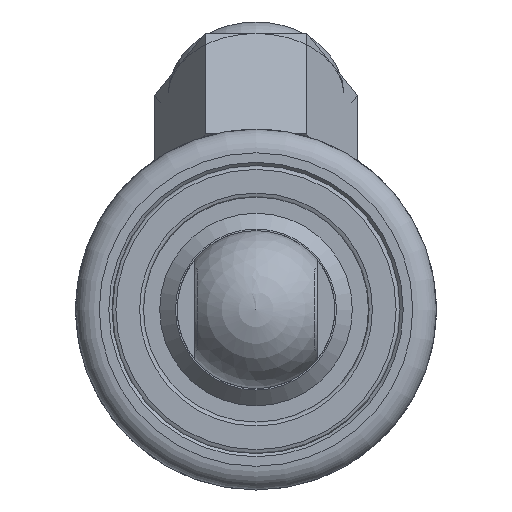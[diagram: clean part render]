
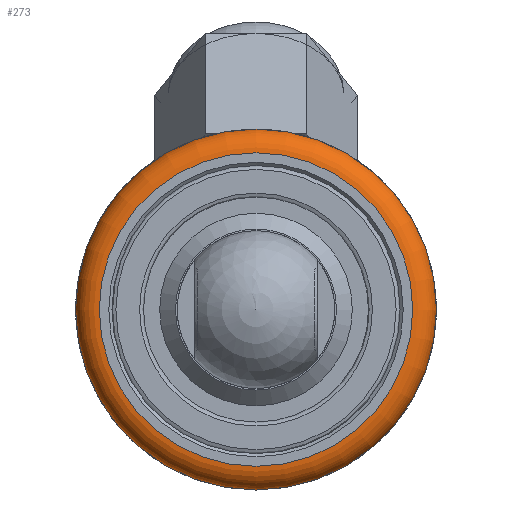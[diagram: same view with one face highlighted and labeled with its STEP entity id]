
A CAD part, left-side view. The second image highlights one B-rep face of the part: STEP entity #273.
In plain terms, the highlighted toroidal (fillet/blend) face has major radius 9.93 mm and minor radius 1.5 mm.
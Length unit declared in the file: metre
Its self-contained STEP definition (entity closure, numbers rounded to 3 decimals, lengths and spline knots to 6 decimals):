
#273 = ADVANCED_FACE( '', ( #506, #507 ), #508, .T. );
#506 = FACE_OUTER_BOUND( '', #742, .T. );
#507 = FACE_OUTER_BOUND( '', #743, .T. );
#508 = TOROIDAL_SURFACE( '', #744, 0.00993, 0.0015 );
#742 = EDGE_LOOP( '', ( #1090 ) );
#743 = EDGE_LOOP( '', ( #1091 ) );
#744 = AXIS2_PLACEMENT_3D( '', #1092, #1093, #1094 );
#1090 = ORIENTED_EDGE( '', *, *, #1432, .F. );
#1091 = ORIENTED_EDGE( '', *, *, #1433, .F. );
#1092 = CARTESIAN_POINT( '', ( 0.0005, 0., 0. ) );
#1093 = DIRECTION( '', ( 1., 0., 0. ) );
#1094 = DIRECTION( '', ( 0., 0., -1. ) );
#1432 = EDGE_CURVE( '', #1667, #1667, #1668, .F. );
#1433 = EDGE_CURVE( '', #1669, #1669, #1670, .T. );
#1667 = VERTEX_POINT( '', #2069 );
#1668 = CIRCLE( '', #2070, 0.01143 );
#1669 = VERTEX_POINT( '', #2071 );
#1670 = CIRCLE( '', #2072, 0.00993 );
#2069 = CARTESIAN_POINT( '', ( 0.0005, 0., -0.01143 ) );
#2070 = AXIS2_PLACEMENT_3D( '', #2311, #2312, #2313 );
#2071 = CARTESIAN_POINT( '', ( 0.002, 0., -0.00993 ) );
#2072 = AXIS2_PLACEMENT_3D( '', #2314, #2315, #2316 );
#2311 = CARTESIAN_POINT( '', ( 0.0005, 0., 0. ) );
#2312 = DIRECTION( '', ( 1., 0., 0. ) );
#2313 = DIRECTION( '', ( 0., 0., -1. ) );
#2314 = CARTESIAN_POINT( '', ( 0.002, 0., 0. ) );
#2315 = DIRECTION( '', ( 1., 0., 0. ) );
#2316 = DIRECTION( '', ( 0., 0., -1. ) );
